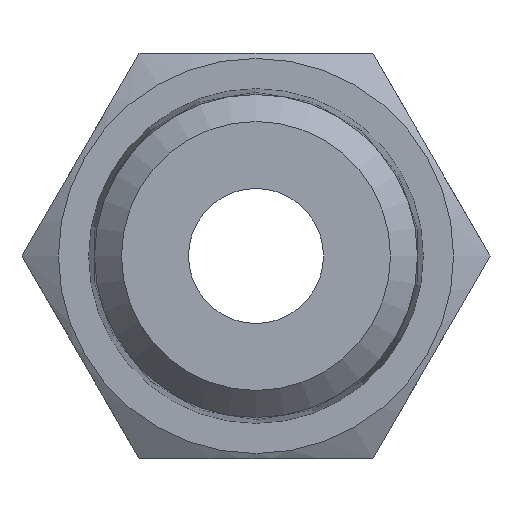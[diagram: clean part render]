
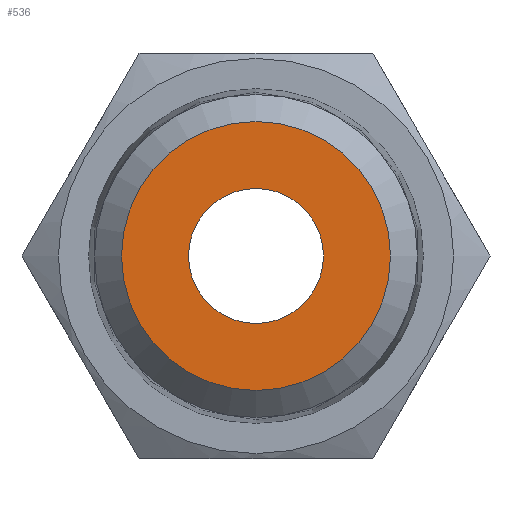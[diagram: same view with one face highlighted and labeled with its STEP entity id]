
A CAD part, front view. The second image highlights one B-rep face of the part: STEP entity #536.
In plain terms, the highlighted planar face has unit normal (0, -1, 0).
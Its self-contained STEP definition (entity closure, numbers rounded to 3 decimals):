
#79=PLANE('',#600);
#134=FACE_BOUND('',#221,.T.);
#165=FACE_OUTER_BOUND('',#220,.T.);
#220=EDGE_LOOP('',(#464));
#221=EDGE_LOOP('',(#465));
#248=CIRCLE('',#570,2.);
#251=CIRCLE('',#575,3.982);
#272=VERTEX_POINT('',#798);
#275=VERTEX_POINT('',#806);
#320=EDGE_CURVE('',#272,#272,#248,.T.);
#323=EDGE_CURVE('',#275,#275,#251,.T.);
#464=ORIENTED_EDGE('',*,*,#323,.T.);
#465=ORIENTED_EDGE('',*,*,#320,.F.);
#536=ADVANCED_FACE('',(#165,#134),#79,.T.);
#570=AXIS2_PLACEMENT_3D('',#799,#656,#657);
#575=AXIS2_PLACEMENT_3D('',#807,#666,#667);
#600=AXIS2_PLACEMENT_3D('',#930,#732,#733);
#656=DIRECTION('center_axis',(0.,-1.,0.));
#657=DIRECTION('ref_axis',(0.,0.,-1.));
#666=DIRECTION('center_axis',(0.,-1.,0.));
#667=DIRECTION('ref_axis',(0.,0.,-1.));
#732=DIRECTION('center_axis',(0.,-1.,0.));
#733=DIRECTION('ref_axis',(0.,0.,-1.));
#798=CARTESIAN_POINT('',(0.,0.,-2.));
#799=CARTESIAN_POINT('Origin',(0.,0.,0.));
#806=CARTESIAN_POINT('',(0.,0.,3.982));
#807=CARTESIAN_POINT('Origin',(0.,0.,0.));
#930=CARTESIAN_POINT('Origin',(0.,0.,0.));
